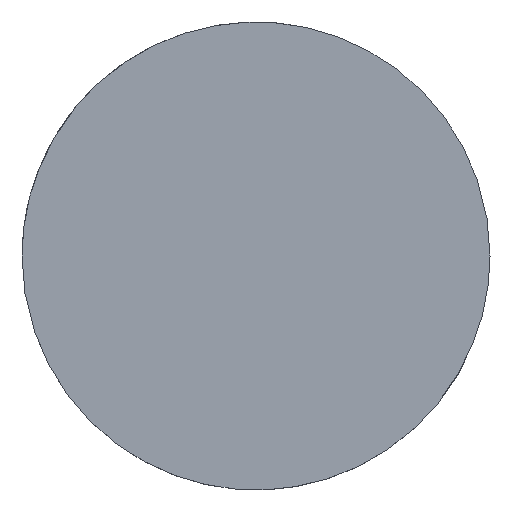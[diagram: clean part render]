
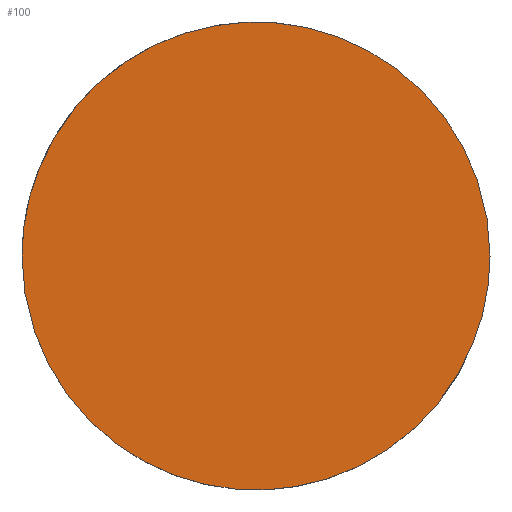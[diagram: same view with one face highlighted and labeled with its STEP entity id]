
A CAD part, top view. The second image highlights one B-rep face of the part: STEP entity #100.
In plain terms, the highlighted planar face has unit normal (0, 0, 1).
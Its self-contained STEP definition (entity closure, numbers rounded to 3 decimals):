
#5 = CARTESIAN_POINT ( 'NONE',  ( -25.4, 0., 3.1 ) ) ;
#11 = CARTESIAN_POINT ( 'NONE',  ( 25.4, 0., 3.1 ) ) ;
#15 = VERTEX_POINT ( 'NONE', #46 ) ;
#20 = FACE_OUTER_BOUND ( 'NONE', #136, .T. ) ;
#21 = PLANE ( 'NONE',  #125 ) ;
#33 = CARTESIAN_POINT ( 'NONE',  ( 25.4, 0., 3.1 ) ) ;
#36 = CARTESIAN_POINT ( 'NONE',  ( -25.4, 25.4, 3.1 ) ) ;
#44 = EDGE_CURVE ( 'NONE', #15, #47, #134, .T. ) ;
#46 = CARTESIAN_POINT ( 'NONE',  ( 25.4, 0., 3.1 ) ) ;
#47 = VERTEX_POINT ( 'NONE', #5 ) ;
#54 = CARTESIAN_POINT ( 'NONE',  ( -25.4, 0., 3.1 ) ) ;
#61 =( BOUNDED_CURVE ( )  B_SPLINE_CURVE ( 2, ( #145, #131, #158, #90, #11 ),
 .UNSPECIFIED., .F., .F. ) 
 B_SPLINE_CURVE_WITH_KNOTS ( ( 3, 2, 3 ),
 ( 3.142, 4.712, 6.283 ),
 .UNSPECIFIED. ) 
 CURVE ( )  GEOMETRIC_REPRESENTATION_ITEM ( )  RATIONAL_B_SPLINE_CURVE ( ( 1., 0.707, 1., 0.707, 1. ) ) 
 REPRESENTATION_ITEM ( '' )  );
#68 = CARTESIAN_POINT ( 'NONE',  ( 0., 25.4, 3.1 ) ) ;
#82 = DIRECTION ( 'NONE',  ( 0., 0., 1. ) ) ;
#85 = CARTESIAN_POINT ( 'NONE',  ( 0., 52.02, 3.1 ) ) ;
#90 = CARTESIAN_POINT ( 'NONE',  ( 25.4, -25.4, 3.1 ) ) ;
#100 = ADVANCED_FACE ( 'NONE', ( #20 ), #21, .T. ) ;
#112 = CARTESIAN_POINT ( 'NONE',  ( 25.4, 25.4, 3.1 ) ) ;
#125 = AXIS2_PLACEMENT_3D ( 'NONE', #85, #82, #129 ) ;
#129 = DIRECTION ( 'NONE',  ( 1., 0., 0. ) ) ;
#131 = CARTESIAN_POINT ( 'NONE',  ( -25.4, -25.4, 3.1 ) ) ;
#134 =( BOUNDED_CURVE ( )  B_SPLINE_CURVE ( 2, ( #33, #112, #68, #36, #54 ),
 .UNSPECIFIED., .F., .T. ) 
 B_SPLINE_CURVE_WITH_KNOTS ( ( 3, 2, 3 ),
 ( 0., 1.571, 3.142 ),
 .UNSPECIFIED. ) 
 CURVE ( )  GEOMETRIC_REPRESENTATION_ITEM ( )  RATIONAL_B_SPLINE_CURVE ( ( 1., 0.707, 1., 0.707, 1. ) ) 
 REPRESENTATION_ITEM ( '' )  );
#135 = ORIENTED_EDGE ( 'NONE', *, *, #171, .T. ) ;
#136 = EDGE_LOOP ( 'NONE', ( #148, #135 ) ) ;
#145 = CARTESIAN_POINT ( 'NONE',  ( -25.4, 0., 3.1 ) ) ;
#148 = ORIENTED_EDGE ( 'NONE', *, *, #44, .T. ) ;
#158 = CARTESIAN_POINT ( 'NONE',  ( 0., -25.4, 3.1 ) ) ;
#171 = EDGE_CURVE ( 'NONE', #47, #15, #61, .T. ) ;
